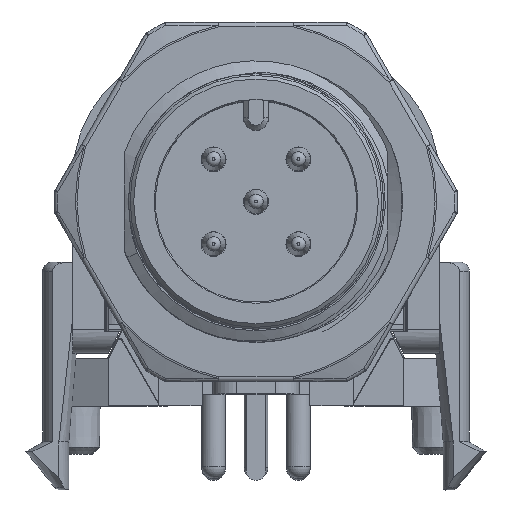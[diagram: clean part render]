
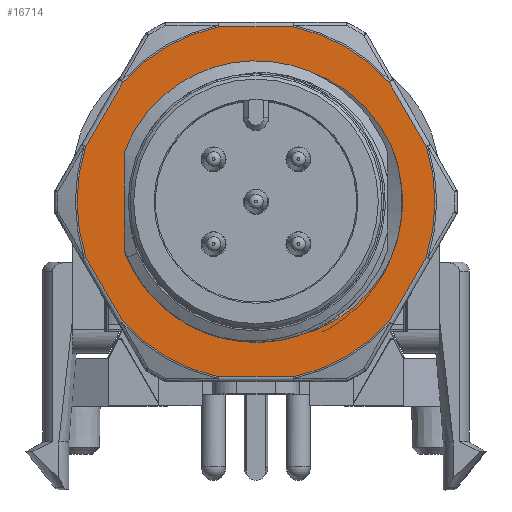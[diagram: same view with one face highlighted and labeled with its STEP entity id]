
A CAD part, top view. The second image highlights one B-rep face of the part: STEP entity #16714.
In plain terms, the highlighted planar face has unit normal (0, 0, 1).
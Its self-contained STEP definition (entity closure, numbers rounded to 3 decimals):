
#684=B_SPLINE_CURVE_WITH_KNOTS('',3,(#29252,#29253,#29254,#29255),
 .UNSPECIFIED.,.F.,.F.,(4,4),(0.,0.005),
 .UNSPECIFIED.);
#687=B_SPLINE_CURVE_WITH_KNOTS('',3,(#29369,#29370,#29371,#29372,#29373,
#29374,#29375),.UNSPECIFIED.,.F.,.F.,(4,1,1,1,4),(0.,0.003,
0.007,0.01,0.014),.UNSPECIFIED.);
#693=B_SPLINE_CURVE_WITH_KNOTS('',3,(#29474,#29475,#29476,#29477,#29478,
#29479,#29480),.UNSPECIFIED.,.F.,.F.,(4,1,1,1,4),(0.,0.003,
0.007,0.01,0.014),.UNSPECIFIED.);
#1167=PLANE('',#18322);
#1876=LINE('',#30546,#3014);
#1906=LINE('',#31420,#3044);
#1908=LINE('',#31528,#3046);
#1910=LINE('',#31630,#3048);
#1911=LINE('',#31725,#3049);
#1912=LINE('',#31727,#3050);
#3014=VECTOR('',#21141,1000.);
#3044=VECTOR('',#21501,1000.);
#3046=VECTOR('',#21535,1000.);
#3048=VECTOR('',#21567,1000.);
#3049=VECTOR('',#21596,1000.);
#3050=VECTOR('',#21599,1000.);
#5902=ORIENTED_EDGE('',*,*,#9752,.F.);
#5903=ORIENTED_EDGE('',*,*,#9745,.T.);
#5904=ORIENTED_EDGE('',*,*,#9738,.F.);
#5905=ORIENTED_EDGE('',*,*,#9731,.F.);
#5906=ORIENTED_EDGE('',*,*,#9724,.F.);
#5907=ORIENTED_EDGE('',*,*,#9717,.F.);
#5908=ORIENTED_EDGE('',*,*,#9710,.F.);
#5909=ORIENTED_EDGE('',*,*,#9757,.T.);
#5910=ORIENTED_EDGE('',*,*,#9508,.F.);
#5911=ORIENTED_EDGE('',*,*,#9553,.F.);
#5912=ORIENTED_EDGE('',*,*,#9547,.F.);
#5913=ORIENTED_EDGE('',*,*,#9756,.F.);
#5914=ORIENTED_EDGE('',*,*,#9410,.T.);
#5915=ORIENTED_EDGE('',*,*,#9402,.F.);
#5916=ORIENTED_EDGE('',*,*,#9399,.F.);
#5917=ORIENTED_EDGE('',*,*,#9408,.F.);
#9399=EDGE_CURVE('',#11606,#11608,#684,.T.);
#9402=EDGE_CURVE('',#11608,#11610,#687,.T.);
#9408=EDGE_CURVE('',#11615,#11606,#693,.T.);
#9410=EDGE_CURVE('',#11615,#11610,#12851,.F.);
#9508=EDGE_CURVE('',#11683,#11681,#12871,.T.);
#9547=EDGE_CURVE('',#11702,#11703,#12895,.T.);
#9553=EDGE_CURVE('',#11703,#11683,#1876,.T.);
#9710=EDGE_CURVE('',#11785,#11786,#12993,.T.);
#9717=EDGE_CURVE('',#11786,#11789,#1906,.T.);
#9724=EDGE_CURVE('',#11789,#11792,#13003,.T.);
#9731=EDGE_CURVE('',#11792,#11795,#1908,.T.);
#9738=EDGE_CURVE('',#11795,#11798,#13012,.T.);
#9745=EDGE_CURVE('',#11801,#11798,#1910,.T.);
#9752=EDGE_CURVE('',#11801,#11804,#13022,.T.);
#9756=EDGE_CURVE('',#11804,#11702,#1911,.T.);
#9757=EDGE_CURVE('',#11785,#11681,#1912,.T.);
#11606=VERTEX_POINT('',#29250);
#11608=VERTEX_POINT('',#29256);
#11610=VERTEX_POINT('',#29376);
#11615=VERTEX_POINT('',#29473);
#11681=VERTEX_POINT('',#30296);
#11683=VERTEX_POINT('',#30302);
#11702=VERTEX_POINT('',#30490);
#11703=VERTEX_POINT('',#30494);
#11785=VERTEX_POINT('',#31365);
#11786=VERTEX_POINT('',#31369);
#11789=VERTEX_POINT('',#31417);
#11792=VERTEX_POINT('',#31473);
#11795=VERTEX_POINT('',#31525);
#11798=VERTEX_POINT('',#31578);
#11801=VERTEX_POINT('',#31627);
#11804=VERTEX_POINT('',#31680);
#12851=CIRCLE('',#18015,5.459);
#12871=CIRCLE('',#18064,7.465);
#12895=CIRCLE('',#18105,7.465);
#12993=CIRCLE('',#18269,7.465);
#13003=CIRCLE('',#18285,7.465);
#13012=CIRCLE('',#18300,7.465);
#13022=CIRCLE('',#18316,7.465);
#14047=EDGE_LOOP('',(#5902,#5903,#5904,#5905,#5906,#5907,#5908,#5909,#5910,
#5911,#5912,#5913));
#14048=EDGE_LOOP('',(#5914,#5915,#5916,#5917));
#15282=FACE_BOUND('',#14047,.T.);
#15283=FACE_BOUND('',#14048,.T.);
#16714=ADVANCED_FACE('',(#15282,#15283),#1167,.T.);
#18015=AXIS2_PLACEMENT_3D('',#29486,#20884,#20885);
#18064=AXIS2_PLACEMENT_3D('',#30303,#21038,#21039);
#18105=AXIS2_PLACEMENT_3D('',#30497,#21126,#21127);
#18269=AXIS2_PLACEMENT_3D('',#31372,#21484,#21485);
#18285=AXIS2_PLACEMENT_3D('',#31476,#21518,#21519);
#18300=AXIS2_PLACEMENT_3D('',#31581,#21550,#21551);
#18316=AXIS2_PLACEMENT_3D('',#31683,#21584,#21585);
#18322=AXIS2_PLACEMENT_3D('',#31726,#21597,#21598);
#20884=DIRECTION('',(0.,0.,1.));
#20885=DIRECTION('',(1.,0.,0.));
#21038=DIRECTION('',(0.,0.,-1.));
#21039=DIRECTION('',(0.742,-0.67,0.));
#21126=DIRECTION('',(0.,0.,-1.));
#21127=DIRECTION('',(0.951,0.308,0.));
#21141=DIRECTION('',(-0.5,-0.866,0.));
#21484=DIRECTION('',(0.,0.,-1.));
#21485=DIRECTION('',(-0.209,-0.978,0.));
#21501=DIRECTION('',(-0.5,0.866,0.));
#21518=DIRECTION('',(0.,0.,-1.));
#21519=DIRECTION('',(-0.951,-0.308,0.));
#21535=DIRECTION('',(0.5,0.866,0.));
#21550=DIRECTION('',(0.,0.,-1.));
#21551=DIRECTION('',(-0.742,0.67,0.));
#21567=DIRECTION('',(-1.,0.,0.));
#21584=DIRECTION('',(0.,0.,-1.));
#21585=DIRECTION('',(0.209,0.978,0.));
#21596=DIRECTION('',(0.5,-0.866,0.));
#21597=DIRECTION('',(0.,0.,1.));
#21598=DIRECTION('',(0.,-1.,0.));
#21599=DIRECTION('',(1.,0.,0.));
#29250=CARTESIAN_POINT('',(5.641,-2.337,-11.5));
#29252=CARTESIAN_POINT('',(5.641,-2.337,-11.5));
#29253=CARTESIAN_POINT('',(6.254,-0.857,-11.5));
#29254=CARTESIAN_POINT('',(6.254,0.858,-11.5));
#29255=CARTESIAN_POINT('',(5.641,2.337,-11.5));
#29256=CARTESIAN_POINT('',(5.641,2.337,-11.5));
#29369=CARTESIAN_POINT('',(5.641,2.337,-11.5));
#29370=CARTESIAN_POINT('',(5.158,3.37,-11.5));
#29371=CARTESIAN_POINT('',(3.603,5.144,-11.5));
#29372=CARTESIAN_POINT('',(0.211,6.13,-11.5));
#29373=CARTESIAN_POINT('',(-3.183,5.061,-11.5));
#29374=CARTESIAN_POINT('',(-4.638,3.196,-11.5));
#29375=CARTESIAN_POINT('',(-5.029,2.122,-11.5));
#29376=CARTESIAN_POINT('',(-5.029,2.122,-11.5));
#29473=CARTESIAN_POINT('',(-5.028,-2.124,-11.5));
#29474=CARTESIAN_POINT('',(-5.028,-2.124,-11.5));
#29475=CARTESIAN_POINT('',(-4.638,-3.196,-11.5));
#29476=CARTESIAN_POINT('',(-3.178,-5.064,-11.5));
#29477=CARTESIAN_POINT('',(0.206,-6.131,-11.5));
#29478=CARTESIAN_POINT('',(3.61,-5.14,-11.5));
#29479=CARTESIAN_POINT('',(5.158,-3.371,-11.5));
#29480=CARTESIAN_POINT('',(5.641,-2.337,-11.5));
#29486=CARTESIAN_POINT('',(0.,0.,-11.5));
#30296=CARTESIAN_POINT('',(1.56,-7.3,-11.5));
#30302=CARTESIAN_POINT('',(5.542,-5.001,-11.5));
#30303=CARTESIAN_POINT('',(0.,0.,-11.5));
#30490=CARTESIAN_POINT('',(7.102,2.299,-11.5));
#30494=CARTESIAN_POINT('',(7.102,-2.299,-11.5));
#30497=CARTESIAN_POINT('',(0.,0.,-11.5));
#30546=CARTESIAN_POINT('',(7.102,-2.299,-11.5));
#31365=CARTESIAN_POINT('',(-1.56,-7.3,-11.5));
#31369=CARTESIAN_POINT('',(-5.542,-5.001,-11.5));
#31372=CARTESIAN_POINT('',(0.,0.,-11.5));
#31417=CARTESIAN_POINT('',(-7.102,-2.299,-11.5));
#31420=CARTESIAN_POINT('',(-5.542,-5.001,-11.5));
#31473=CARTESIAN_POINT('',(-7.102,2.299,-11.5));
#31476=CARTESIAN_POINT('',(0.,0.,-11.5));
#31525=CARTESIAN_POINT('',(-5.542,5.001,-11.5));
#31528=CARTESIAN_POINT('',(-7.102,2.299,-11.5));
#31578=CARTESIAN_POINT('',(-1.56,7.3,-11.5));
#31581=CARTESIAN_POINT('',(0.,0.,-11.5));
#31627=CARTESIAN_POINT('',(1.56,7.3,-11.5));
#31630=CARTESIAN_POINT('',(1.56,7.3,-11.5));
#31680=CARTESIAN_POINT('',(5.542,5.001,-11.5));
#31683=CARTESIAN_POINT('',(0.,0.,-11.5));
#31725=CARTESIAN_POINT('',(5.542,5.001,-11.5));
#31726=CARTESIAN_POINT('',(0.,0.,-11.5));
#31727=CARTESIAN_POINT('',(-1.56,-7.3,-11.5));
